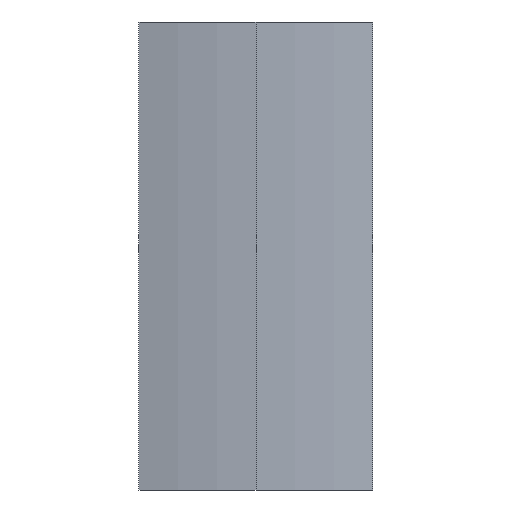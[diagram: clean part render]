
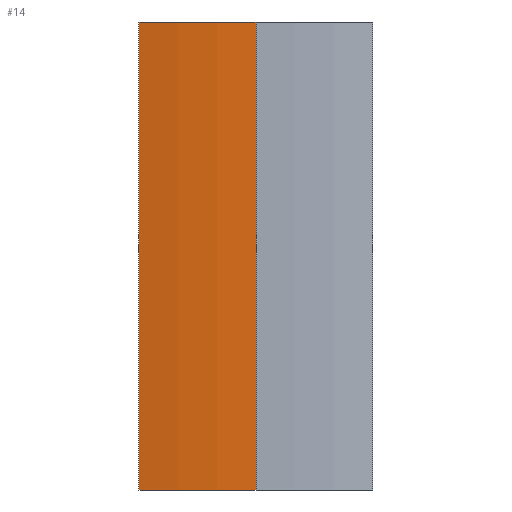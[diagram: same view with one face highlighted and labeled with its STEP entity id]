
A CAD part, left-side view. The second image highlights one B-rep face of the part: STEP entity #14.
In plain terms, the highlighted cylindrical face has radius 25.84 mm (diameter 51.68 mm), a partial arc.
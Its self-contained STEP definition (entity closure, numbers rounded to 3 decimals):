
#11 = VECTOR ( 'NONE', #84, 1000. ) ;
#14 = ADVANCED_FACE ( 'NONE', ( #60 ), #21, .T. ) ;
#19 = DIRECTION ( 'NONE',  ( -1., 0., 0. ) ) ;
#20 = CARTESIAN_POINT ( 'NONE',  ( 23.84, 0., 25. ) ) ;
#21 = CYLINDRICAL_SURFACE ( 'NONE', #164, 25.84 ) ;
#25 = CARTESIAN_POINT ( 'NONE',  ( -1.233, 6.25, 25. ) ) ;
#27 = DIRECTION ( 'NONE',  ( 0., 0., 1. ) ) ;
#35 = EDGE_LOOP ( 'NONE', ( #55, #92, #200, #176 ) ) ;
#43 = CARTESIAN_POINT ( 'NONE',  ( 23.84, 0., 0. ) ) ;
#55 = ORIENTED_EDGE ( 'NONE', *, *, #180, .T. ) ;
#57 = VECTOR ( 'NONE', #169, 1000. ) ;
#60 = FACE_OUTER_BOUND ( 'NONE', #35, .T. ) ;
#69 = AXIS2_PLACEMENT_3D ( 'NONE', #43, #27, #143 ) ;
#72 = EDGE_CURVE ( 'NONE', #246, #183, #112, .T. ) ;
#84 = DIRECTION ( 'NONE',  ( 0., 0., 1. ) ) ;
#87 = CARTESIAN_POINT ( 'NONE',  ( -2., 0., 0. ) ) ;
#92 = ORIENTED_EDGE ( 'NONE', *, *, #157, .T. ) ;
#105 = CARTESIAN_POINT ( 'NONE',  ( -1.233, 6.25, 0. ) ) ;
#112 = CIRCLE ( 'NONE', #272, 25.84 ) ;
#121 = CARTESIAN_POINT ( 'NONE',  ( -2., 0., 0. ) ) ;
#135 = CIRCLE ( 'NONE', #69, 25.84 ) ;
#137 = VERTEX_POINT ( 'NONE', #121 ) ;
#143 = DIRECTION ( 'NONE',  ( -0.97, 0.242, 0. ) ) ;
#157 = EDGE_CURVE ( 'NONE', #137, #183, #237, .T. ) ;
#158 = VERTEX_POINT ( 'NONE', #235 ) ;
#164 = AXIS2_PLACEMENT_3D ( 'NONE', #268, #230, #19 ) ;
#169 = DIRECTION ( 'NONE',  ( 0., 0., 1. ) ) ;
#176 = ORIENTED_EDGE ( 'NONE', *, *, #208, .F. ) ;
#180 = EDGE_CURVE ( 'NONE', #158, #137, #135, .T. ) ;
#183 = VERTEX_POINT ( 'NONE', #209 ) ;
#186 = DIRECTION ( 'NONE',  ( 0., 0., 1. ) ) ;
#200 = ORIENTED_EDGE ( 'NONE', *, *, #72, .F. ) ;
#208 = EDGE_CURVE ( 'NONE', #158, #246, #255, .T. ) ;
#209 = CARTESIAN_POINT ( 'NONE',  ( -2., 0., 25. ) ) ;
#230 = DIRECTION ( 'NONE',  ( 0., 0., 1. ) ) ;
#235 = CARTESIAN_POINT ( 'NONE',  ( -1.233, 6.25, 0. ) ) ;
#237 = LINE ( 'NONE', #87, #11 ) ;
#246 = VERTEX_POINT ( 'NONE', #25 ) ;
#255 = LINE ( 'NONE', #105, #57 ) ;
#268 = CARTESIAN_POINT ( 'NONE',  ( 23.84, 0., 0. ) ) ;
#272 = AXIS2_PLACEMENT_3D ( 'NONE', #20, #186, #274 ) ;
#274 = DIRECTION ( 'NONE',  ( -0.97, 0.242, 0. ) ) ;
